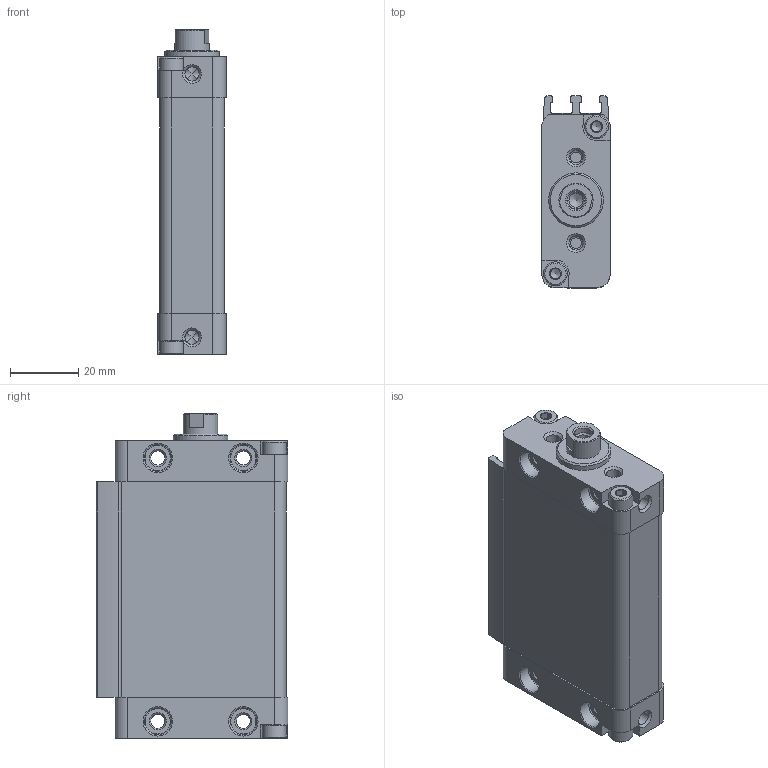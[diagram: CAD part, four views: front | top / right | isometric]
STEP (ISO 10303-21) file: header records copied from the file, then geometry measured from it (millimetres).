
FILE_DESCRIPTION(/* description */ ('STEP AP214'),/* implementation_level */ '2;1');
FILE_NAME(/* name */ '164028_DZF-25-25-P-A',/* time_stamp */ '2024-08-23T17:25:34+02:00',/* author */ ('License CC BY-ND 4.0'),/* organization */ ('CADENAS'),/* preprocessor_version */ 'ST-DEVELOPER v19.3',/* originating_system */ 'PARTsolutions',/* authorisation */ ' ');
FILE_SCHEMA (('AUTOMOTIVE_DESIGN {1 0 10303 214 3 1 1}'));
Length unit declared in the file: millimetre
Products named in the file (4): 164028 DZF-25-25-P-A---(0); 164028 DZF-25-25-P-A---(ZR); 164028 DZF-25-25-P-A---(KS); 5088186 M5x5
Assembly tree (4 placements, depth 2):
  164028 DZF-25-25-P-A---(0)
    164028 DZF-25-25-P-A---(ZR)
    164028 DZF-25-25-P-A---(KS)
    5088186 M5x5  x2
Bounding box: 20 x 56 x 95 mm (x, y, z)
Volume: 72508.3 mm3; surface area: 28037.1 mm2
Topology: 4 solids, 4 shells, 364 faces, 921 edges, 578 vertices
Faces by surface type: plane 173, cylinder 92, cone 73, torus 26
Full cylindrical faces by diameter (mm): 2.57 x2, 4 x3, 4.134 x23, 5 x4, 5.3 x1, 7 x4, 8 x8, 10 x2, 16 x1
Entity records: 9364 total; most frequent: CARTESIAN_POINT 1696, DIRECTION 1640, ORIENTED_EDGE 1400, EDGE_CURVE 700, AXIS2_PLACEMENT_3D 647, VERTEX_POINT 503, FACE_BOUND 481, EDGE_LOOP 474
